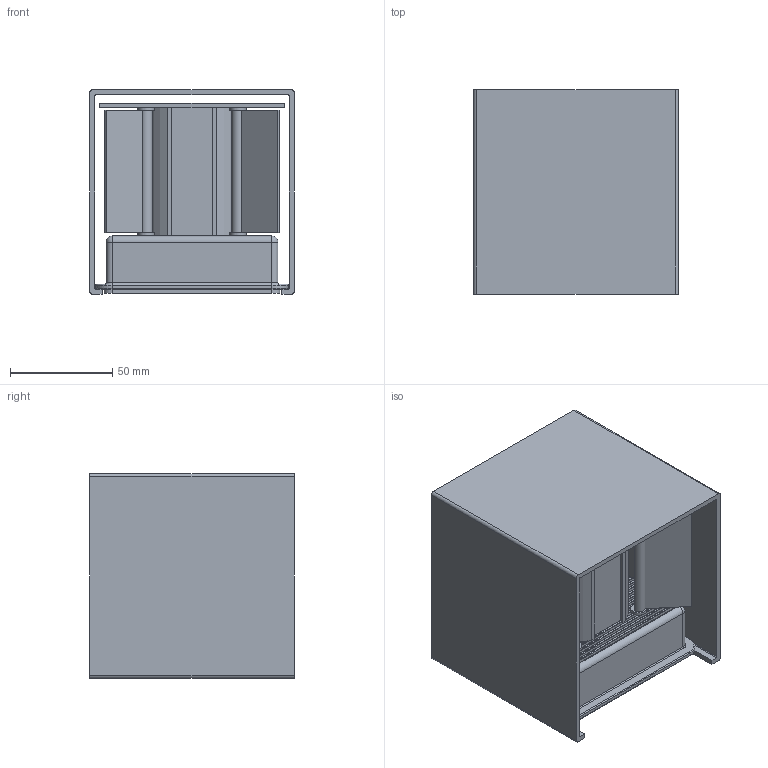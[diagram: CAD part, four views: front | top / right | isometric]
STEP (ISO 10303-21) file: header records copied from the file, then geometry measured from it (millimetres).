
FILE_DESCRIPTION((''),'2;1');
FILE_NAME('BD-003_ASM','2023-03-31T00:11:29',('Administrator'),(''),'CREO PARAMETRIC BY PTC INC, 2020053','CREO PARAMETRIC BY PTC INC, 2020053','');
FILE_SCHEMA(('CONFIG_CONTROL_DESIGN'));
Length unit declared in the file: millimetre
Products named in the file (10): BD-003-01; BD-003-02; BD-003-03; BD-003-04; BD-003-05; BD-003-06; BD-003-08; BD-003-09; BD-003-07; BD-003_ASM
Assembly tree (24 placements, depth 2):
  BD-003_ASM
    BD-003-01
    BD-003-02
    BD-003-03
    BD-003-04
    BD-003-05  x2
    BD-003-06  x2
    BD-003-08  x4
    BD-003-09  x8
    BD-003-07  x4
Bounding box: 100 x 100 x 100 mm (x, y, z)
Volume: 370900.7 mm3; surface area: 160615.3 mm2
Topology: 24 solids, 24 shells, 576 faces, 1324 edges, 804 vertices
Faces by surface type: plane 246, cylinder 214, torus 112, sphere 4
Entity records: 13327 total; most frequent: DIRECTION 2564, CARTESIAN_POINT 2195, ORIENTED_EDGE 2136, EDGE_CURVE 1068, AXIS2_PLACEMENT_3D 1005, VERTEX_POINT 636, VECTOR 554, LINE 554
